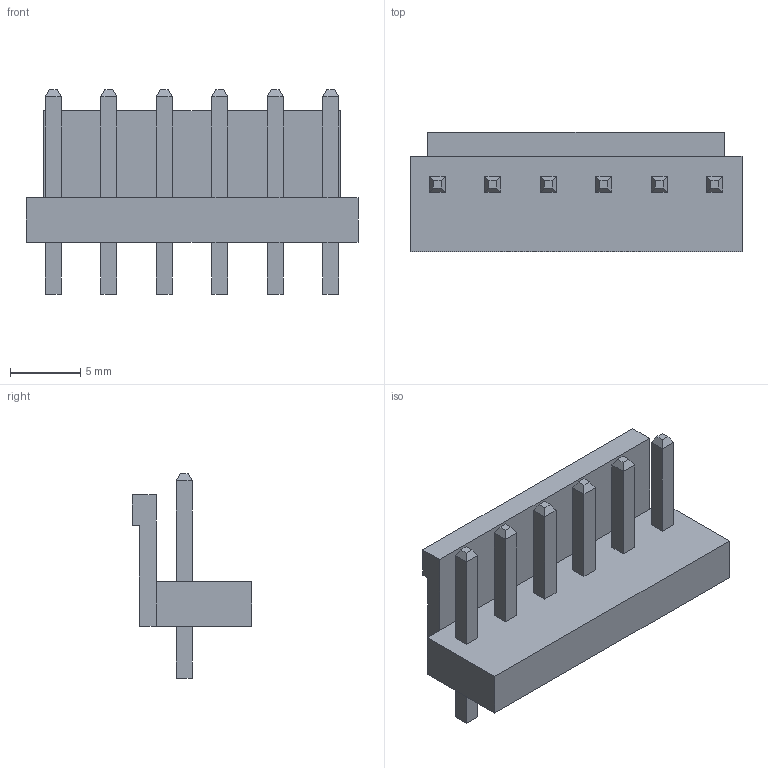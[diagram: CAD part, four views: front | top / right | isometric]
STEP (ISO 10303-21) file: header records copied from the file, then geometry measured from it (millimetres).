
FILE_DESCRIPTION((' '),'2;1');
FILE_NAME( 'B6P-VH.stp', '2022-09-02T12:09:12', (' '), ('--- Datakit www.datakit.com---'), ' Datakit CrossCadWare V2022.3 Jun 15 2022', 'DATAKIT 2022 (c)', ' ');
FILE_SCHEMA(('AP242_MANAGED_MODEL_BASED_3D_ENGINEERING_MIM_LF { 1 0 10303 442 1 1 4 }'));
Length unit declared in the file: millimetre
Products named in the file (1): B6P-VH
Bounding box: 23.7 x 8.5 x 14.6 mm (x, y, z)
Volume: 865.4 mm3; surface area: 1181.4 mm2
Topology: 1 solids, 1 shells, 98 faces, 226 edges, 142 vertices
Faces by surface type: plane 98
Entity records: 2815 total; most frequent: CARTESIAN_POINT 467, ORIENTED_EDGE 452, DIRECTION 424, VECTOR 226, LINE 226, EDGE_CURVE 226, VERTEX_POINT 142, EDGE_LOOP 110
